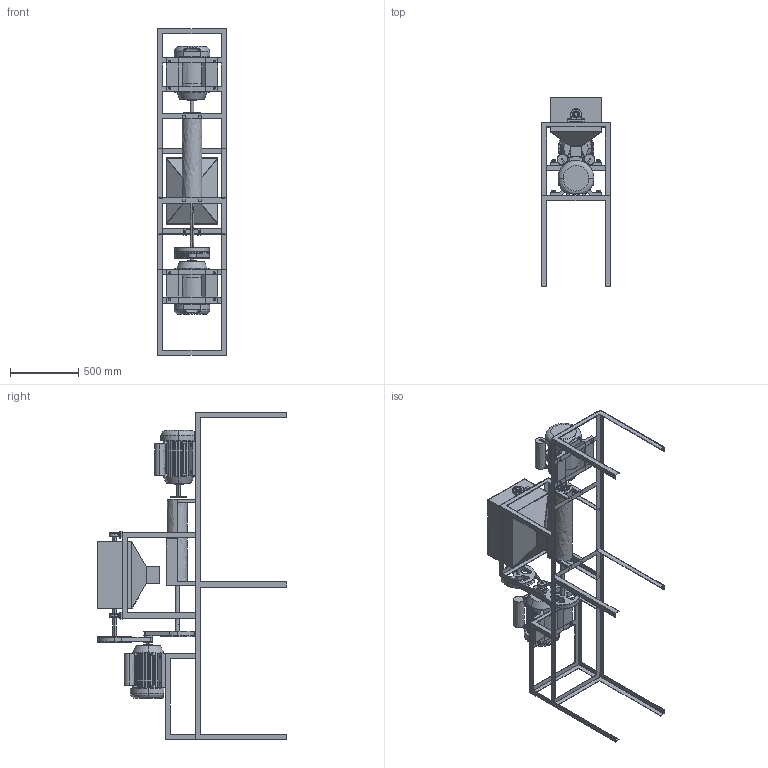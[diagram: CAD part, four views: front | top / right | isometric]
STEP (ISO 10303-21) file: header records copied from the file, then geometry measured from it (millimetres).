
FILE_DESCRIPTION(('FreeCAD Model'),'2;1');
FILE_NAME('Open CASCADE Shape Model','2025-05-09T17:59:43',('FreeCAD'),( 'FreeCAD'),'Open CASCADE STEP processor 7.6','FreeCAD','Unknown');
FILE_SCHEMA(('AUTOMOTIVE_DESIGN { 1 0 10303 214 1 1 1 1 }'));
Products named in the file (1): Open CASCADE STEP translator 7.6 1
Bounding box: 505.29 x 1388.29 x 2400.14 mm (x, y, z)
Volume: 28789576.4 mm3; surface area: 7835248.4 mm2
Topology: 43 solids, 43 shells, 2265 faces, 6092 edges, 3850 vertices
Faces by surface type: bspline 2265
Entity records: 86172 total; most frequent: CARTESIAN_POINT 52014, ORIENTED_EDGE 12120, EDGE_CURVE 6060, VERTEX_POINT 3850, B_SPLINE_CURVE_WITH_KNOTS 3697, FACE_BOUND 2552, EDGE_LOOP 2552, ADVANCED_FACE 2265
